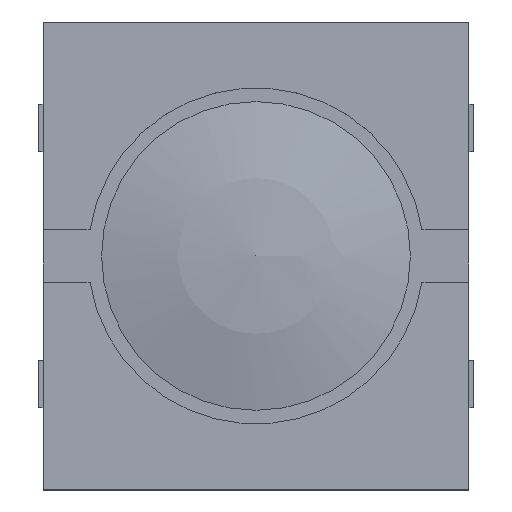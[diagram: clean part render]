
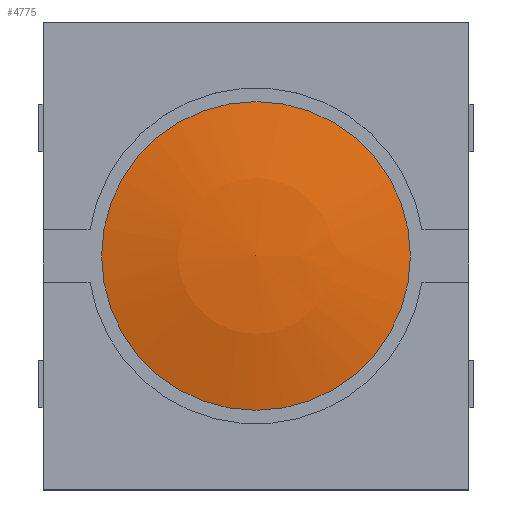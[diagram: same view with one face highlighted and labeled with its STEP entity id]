
A CAD part, top view. The second image highlights one B-rep face of the part: STEP entity #4775.
In plain terms, the highlighted spherical face has radius 6.538 mm.
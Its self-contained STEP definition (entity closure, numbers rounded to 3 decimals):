
#343=SPHERICAL_SURFACE('',#5016,6.538);
#353=CIRCLE('',#5015,1.575);
#459=ORIENTED_EDGE('',*,*,#1420,.T.);
#1420=EDGE_CURVE('',#1905,#1905,#353,.T.);
#1905=VERTEX_POINT('',#5890);
#2673=EDGE_LOOP('',(#459));
#2901=FACE_BOUND('',#2673,.T.);
#4775=ADVANCED_FACE('',(#2901),#343,.T.);
#5015=AXIS2_PLACEMENT_3D('',#5889,#5272,#5273);
#5016=AXIS2_PLACEMENT_3D('',#5891,#5274,#5275);
#5272=DIRECTION('',(0.,0.,1.));
#5273=DIRECTION('',(1.,0.,0.));
#5274=DIRECTION('',(0.,0.,1.));
#5275=DIRECTION('',(1.,0.,0.));
#5889=CARTESIAN_POINT('',(0.,0.,0.452));
#5890=CARTESIAN_POINT('',(1.575,0.,0.452));
#5891=CARTESIAN_POINT('',(0.,0.,-5.894));
